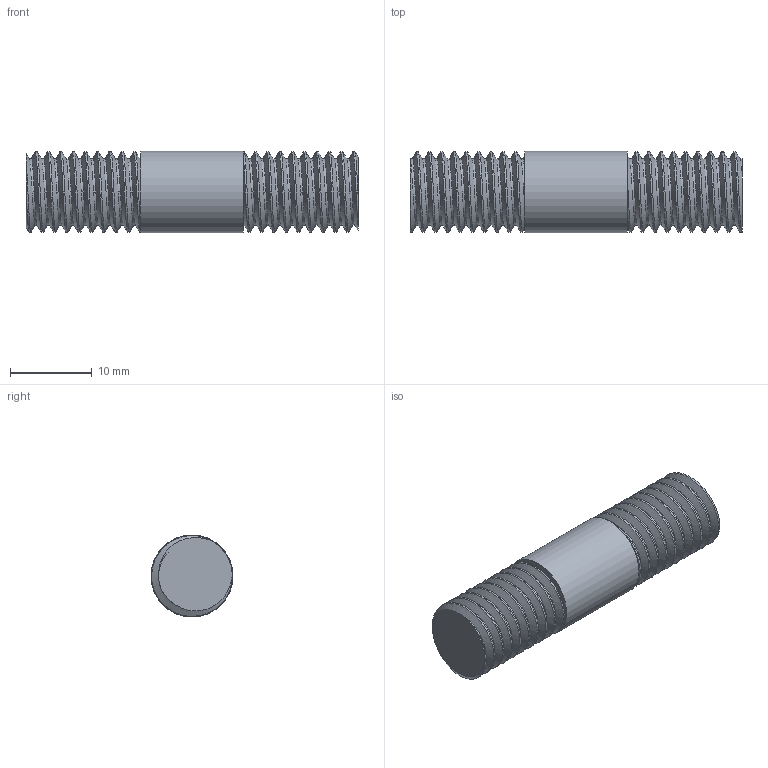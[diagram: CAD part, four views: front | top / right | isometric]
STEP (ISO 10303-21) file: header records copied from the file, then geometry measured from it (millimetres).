
FILE_DESCRIPTION(/* description */ (''),/* implementation_level */ '2;1');
FILE_NAME(/* name */ 'bearingHolder-middle.step',/* time_stamp */ '2025-06-02T22:36:48-04:00',/* author */ (''),/* organization */ (''),/* preprocessor_version */ 'ST-DEVELOPER v20.1',/* originating_system */ 'Autodesk Translation Framework v14.10.0.0',/* authorisation */ '');
FILE_SCHEMA (('AUTOMOTIVE_DESIGN { 1 0 10303 214 3 1 1 }'));
Length unit declared in the file: millimetre
Products named in the file (1): bearingHolder-middle
Bounding box: 40.5 x 10 x 10 mm (x, y, z)
Volume: 2752.5 mm3; surface area: 2111.6 mm2
Topology: 3 solids, 3 shells, 53 faces, 141 edges, 94 vertices
Faces by surface type: cylinder 43, plane 6, bspline 4
Full cylindrical faces by diameter (mm): 8.141 x8, 9.85 x14, 10 x1
Entity records: 5262 total; most frequent: CARTESIAN_POINT 4091, ORIENTED_EDGE 282, DIRECTION 159, EDGE_CURVE 141, VERTEX_POINT 94, B_SPLINE_CURVE_WITH_KNOTS 92, AXIS2_PLACEMENT_3D 60, FACE_OUTER_BOUND 53
